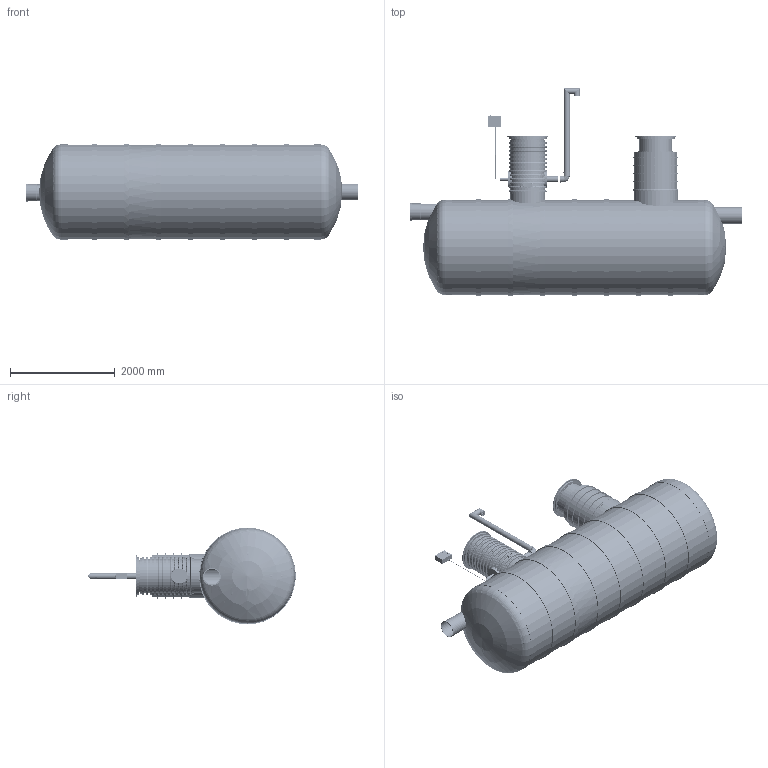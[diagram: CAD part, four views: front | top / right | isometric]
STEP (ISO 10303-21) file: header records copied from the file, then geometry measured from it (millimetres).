
FILE_DESCRIPTION(/* description */ ('Unknown'),/* implementation_level */ '2;1');
FILE_NAME(/* name */ 'EC 1.klassi õlieraldaja NS40',/* time_stamp */ '2023-04-13T13:52:34+03:00',/* author */ ('Unknown'),/* organization */ ('Unknown'),/* preprocessor_version */ 'ST-DEVELOPER v18.1',/* originating_system */ 'Solid Edge',/* authorisation */ 'Unknown');
FILE_SCHEMA (('AUTOMOTIVE_DESIGN {1 0 10303 214 3 1 1}'));
Length unit declared in the file: millimetre
Products named in the file (67): EC 1.klass NS40; EC NS40 kestakoost; EC NS40 silinder D1600; 2508.102_ots1; 2508.103_ots2_oa_0; 2647.104_vahesein1; PVC_polv_315; 2508.107_sisend D315; 2508.110_valjund toru D315; PVC Kaksikmuhv d315; PE yleminek_250-200; PVC_polv_250; D665 KP silinder 26.04.19; PVC kolmik D250_D250x87kraadi; D800 KP silinder 9.12.19; kasnfilterkoost EC NS40; PVC Kaksikmuhv d200; RoundTubing 110x6.6_oa_1; Filtri ja klapi osa_var3; vork ASIS304_D220 klapi ymber_var3; 2729.000 D220 ujuk rotost; RoundTubing 21.3x1.5_oa_2; filtermaterjal olikale NS6 estris_var3; 2730 põlv D200 rotost ja ujuk D220 koos filtiosaga_var3; 2730.000 P鯷v D200 eraldajatele rotost; juhtvarraste ylemine tugi_var3; Mutter_M8_a2; Juhtvarras_var3; Seib M8 a2; Polt_M8x30_A2; NS6 juhik varrastega_var3; PE plaat polve peale_var3; PE yleminek_315-250; PVC Kaksikmuhv d250; kasnfilterkoost EC NS40_mir; RoundTubing 110x6.6; Filtri ja klapi osa_var3_mir1; vork ASIS304_D220 klapi ymber_var3_mir1; RoundTubing 21.3x1.5; RoundTubing 110x6.6_oa_3 ...
Assembly tree (108 placements, depth 6):
  EC 1.klass NS40
    EC NS40 kestakoost
      EC NS40 silinder D1600
      2508.102_ots1
      2508.103_ots2_oa_0
      2647.104_vahesein1
      PVC_polv_315
      2508.107_sisend D315
      2508.110_valjund toru D315
      PVC Kaksikmuhv d315  x2
      PE yleminek_250-200  x2
      PVC_polv_250  x2
      D665 KP silinder 26.04.19
      PVC kolmik D250_D250x87kraadi
      D800 KP silinder 9.12.19
      kasnfilterkoost EC NS40
        PVC Kaksikmuhv d200
        RoundTubing 110x6.6_oa_1
        Filtri ja klapi osa_var3
          vork ASIS304_D220 klapi ymber_var3
          2729.000 D220 ujuk rotost
          RoundTubing 21.3x1.5_oa_2
          filtermaterjal olikale NS6 estris_var3
        2730 põlv D200 rotost ja ujuk D220 koos filtiosaga_var3
          2730.000 P鯷v D200 eraldajatele rotost
          juhtvarraste ylemine tugi_var3
          Mutter_M8_a2  x12
          Juhtvarras_var3  x4
          Seib M8 a2  x12
          Polt_M8x30_A2  x4
          NS6 juhik varrastega_var3
            PE plaat polve peale_var3
      PE yleminek_315-250
      PVC Kaksikmuhv d250  x2
      kasnfilterkoost EC NS40_mir
        PVC Kaksikmuhv d200
        RoundTubing 110x6.6
        Filtri ja klapi osa_var3_mir1
          vork ASIS304_D220 klapi ymber_var3_mir1
          2729.000 D220 ujuk rotost
          RoundTubing 21.3x1.5
          filtermaterjal olikale NS6 estris_var3
        2730 põlv D200 rotost ja ujuk D220 koos filtiosaga_var3
          2730.000 P鯷v D200 eraldajatele rotost
          juhtvarraste ylemine tugi_var3
          Mutter_M8_a2  x12
          Juhtvarras_var3  x4
          Seib M8 a2  x12
          Polt_M8x30_A2  x4
          NS6 juhik varrastega_var3
            PE plaat polve peale_var3
      RoundTubing 110x6.6_oa_3
    2508.001_liivamaht NS40
    2508.002_olimaht NS40
    Malmluuk_D600_(Ginmika)  x2
      Malmluugi_korpus_D600_(Ginmika)
      Malmluugi_kaan_D600_(Ginmika)
    RoundTubing 63x4.7_oa_4
    Olieraldustoru EC NS40
      D200 olieraldustoru EC NS40
Bounding box: 6350 x 3967.95 x 1847 mm (x, y, z)
Volume: 16048223423.3 mm3; surface area: 198023086.5 mm2
Topology: 137 solids, 978 shells, 5286 faces, 9370 edges, 6157 vertices
Faces by surface type: cylinder 2228, bspline 1899, plane 839, torus 251, cone 55, sphere 14
Full cylindrical faces by diameter (mm): 6 x2, 6.647 x24, 6.8 x2, 8 x9, 8.4 x26, 8.5 x3, 9 x20, 10 x48, 15 x4, 16 x26, 18.3 x2, 20 x1, 20.4 x1, 21.3 x2, 25 x1, 53.6 x1, 63 x1, 96.8 x4, 100 x4, 103.2 x3, 105 x1, 110 x14, 120 x2, 130 x2, 150 x2, 160 x4, 185 x2, 190 x4, 190.4 x1, 195 x2
Entity records: 263646 total; most frequent: CARTESIAN_POINT 204528, ORIENTED_EDGE 10730, EDGE_LOOP 8971, FACE_BOUND 8971, EDGE_CURVE 5365, VERTEX_POINT 4962, DIRECTION 4596, B_SPLINE_CURVE_WITH_KNOTS 3975
